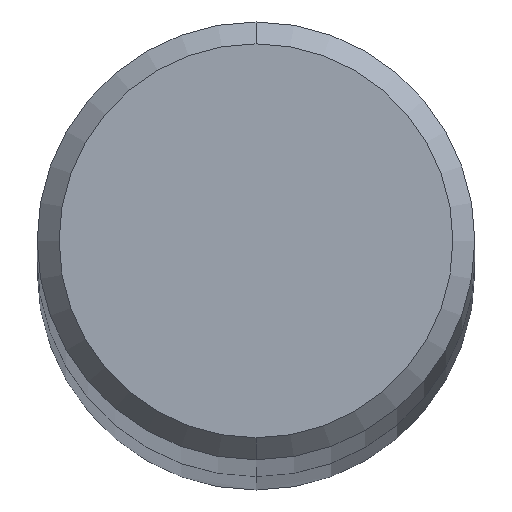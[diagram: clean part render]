
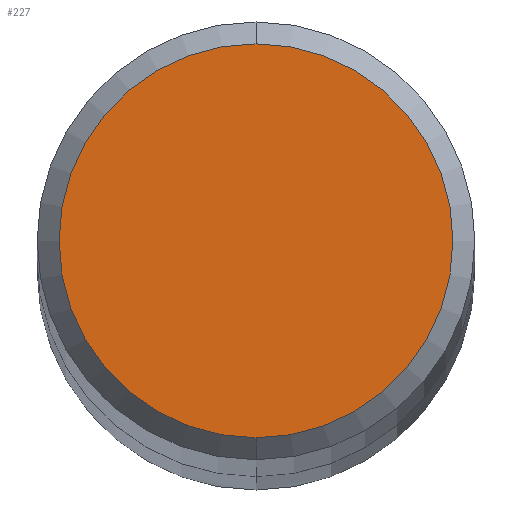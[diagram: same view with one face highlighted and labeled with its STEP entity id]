
A CAD part, top view. The second image highlights one B-rep face of the part: STEP entity #227.
In plain terms, the highlighted planar face has unit normal (0, 0, 1).
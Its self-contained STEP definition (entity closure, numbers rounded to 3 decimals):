
#219=VERTEX_POINT('',#507);
#227=ADVANCED_FACE('',(#515),#516,.T.);
#247=VERTEX_POINT('',#539);
#361=EDGE_CURVE('',#219,#247,#663,.T.);
#427=EDGE_CURVE('',#247,#219,#736,.T.);
#507=CARTESIAN_POINT('',(0.0,0.9,42.0));
#515=FACE_OUTER_BOUND('',#992,.T.);
#516=PLANE('',#993);
#539=CARTESIAN_POINT('',(0.,-0.9,42.0));
#663=CIRCLE('',#1240,0.9);
#736=CIRCLE('',#1425,0.9);
#992=EDGE_LOOP('',(#1490,#1491));
#993=AXIS2_PLACEMENT_3D('',#1492,#1493,#1494);
#1240=AXIS2_PLACEMENT_3D('',#1651,#1652,#1653);
#1425=AXIS2_PLACEMENT_3D('',#1746,#1747,#1748);
#1490=ORIENTED_EDGE('',*,*,#361,.F.);
#1491=ORIENTED_EDGE('',*,*,#427,.F.);
#1492=CARTESIAN_POINT('',(0.0,0.45,42.0));
#1493=DIRECTION('',(0.0,0.0,1.0));
#1494=DIRECTION('',(0.0,-1.0,0.0));
#1651=CARTESIAN_POINT('',(0.0,0.0,42.0));
#1652=DIRECTION('',(0.0,0.0,-1.0));
#1653=DIRECTION('',(0.0,1.0,0.0));
#1746=CARTESIAN_POINT('',(0.0,0.0,42.0));
#1747=DIRECTION('',(0.0,0.0,-1.0));
#1748=DIRECTION('',(0.0,1.0,0.0));
